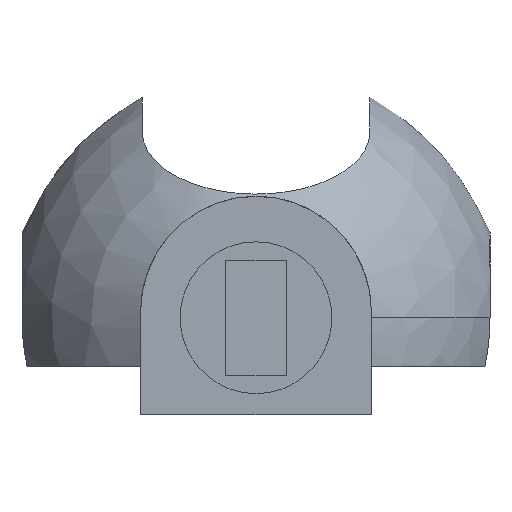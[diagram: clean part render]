
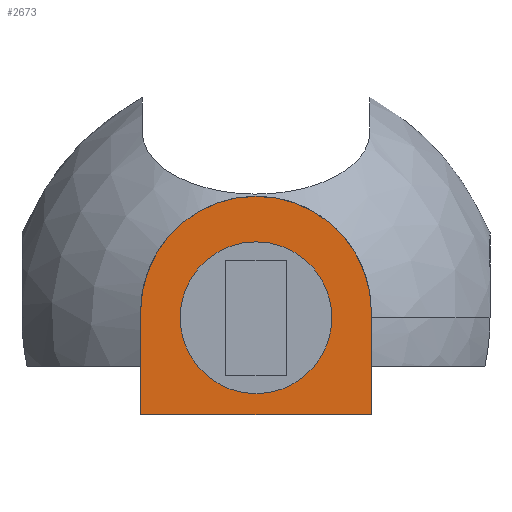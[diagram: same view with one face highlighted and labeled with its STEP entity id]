
A CAD part, front view. The second image highlights one B-rep face of the part: STEP entity #2673.
In plain terms, the highlighted planar face has unit normal (0, -1, 0).
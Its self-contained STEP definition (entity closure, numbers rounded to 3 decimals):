
#1189 = VERTEX_POINT('',#1190);
#1190 = CARTESIAN_POINT('',(1.9,-5.45,-1.6));
#1196 = EDGE_CURVE('',#1189,#1197,#1199,.T.);
#1197 = VERTEX_POINT('',#1198);
#1198 = CARTESIAN_POINT('',(1.9,-5.45,0.1));
#1199 = LINE('',#1200,#1201);
#1200 = CARTESIAN_POINT('',(1.9,-5.45,-1.6));
#1201 = VECTOR('',#1202,1.);
#1202 = DIRECTION('',(0.,0.,1.));
#1490 = EDGE_CURVE('',#1197,#1491,#1493,.T.);
#1491 = VERTEX_POINT('',#1492);
#1492 = CARTESIAN_POINT('',(-1.9,-5.45,0.1));
#1493 = CIRCLE('',#1494,1.9);
#1494 = AXIS2_PLACEMENT_3D('',#1495,#1496,#1497);
#1495 = CARTESIAN_POINT('',(0.,-5.45,0.1));
#1496 = DIRECTION('',(0.,-1.,0.));
#1497 = DIRECTION('',(1.,0.,0.));
#1539 = EDGE_CURVE('',#1491,#1540,#1542,.T.);
#1540 = VERTEX_POINT('',#1541);
#1541 = CARTESIAN_POINT('',(-1.9,-5.45,-1.6));
#1542 = LINE('',#1543,#1544);
#1543 = CARTESIAN_POINT('',(-1.9,-5.45,0.1));
#1544 = VECTOR('',#1545,1.);
#1545 = DIRECTION('',(0.,0.,-1.));
#2673 = ADVANCED_FACE('',(#2674,#2685),#2696,.F.);
#2674 = FACE_BOUND('',#2675,.F.);
#2675 = EDGE_LOOP('',(#2676,#2682,#2683,#2684));
#2676 = ORIENTED_EDGE('',*,*,#2677,.F.);
#2677 = EDGE_CURVE('',#1540,#1189,#2678,.T.);
#2678 = LINE('',#2679,#2680);
#2679 = CARTESIAN_POINT('',(-1.9,-5.45,-1.6));
#2680 = VECTOR('',#2681,1.);
#2681 = DIRECTION('',(1.,0.,0.));
#2682 = ORIENTED_EDGE('',*,*,#1539,.F.);
#2683 = ORIENTED_EDGE('',*,*,#1490,.F.);
#2684 = ORIENTED_EDGE('',*,*,#1196,.F.);
#2685 = FACE_BOUND('',#2686,.F.);
#2686 = EDGE_LOOP('',(#2687));
#2687 = ORIENTED_EDGE('',*,*,#2688,.F.);
#2688 = EDGE_CURVE('',#2689,#2689,#2691,.T.);
#2689 = VERTEX_POINT('',#2690);
#2690 = CARTESIAN_POINT('',(1.25,-5.45,0.));
#2691 = CIRCLE('',#2692,1.25);
#2692 = AXIS2_PLACEMENT_3D('',#2693,#2694,#2695);
#2693 = CARTESIAN_POINT('',(0.,-5.45,0.));
#2694 = DIRECTION('',(0.,1.,0.));
#2695 = DIRECTION('',(1.,0.,0.));
#2696 = PLANE('',#2697);
#2697 = AXIS2_PLACEMENT_3D('',#2698,#2699,#2700);
#2698 = CARTESIAN_POINT('',(0.,-5.45,-0.14));
#2699 = DIRECTION('',(0.,1.,0.));
#2700 = DIRECTION('',(0.,0.,1.));
